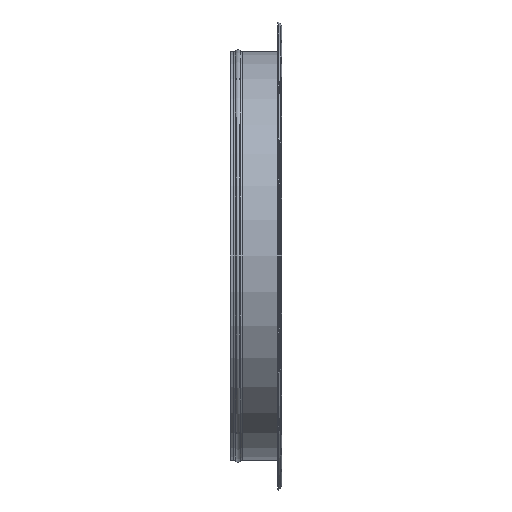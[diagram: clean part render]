
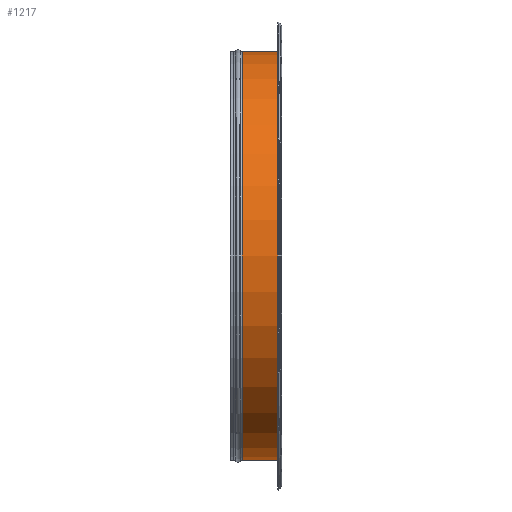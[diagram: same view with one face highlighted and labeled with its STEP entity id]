
A CAD part, front view. The second image highlights one B-rep face of the part: STEP entity #1217.
In plain terms, the highlighted cylindrical face has radius 319 mm (diameter 638 mm), a partial arc.
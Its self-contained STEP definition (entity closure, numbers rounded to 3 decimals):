
#72 = ORIENTED_EDGE ( 'NONE', *, *, #1455, .T. ) ;
#76 = CARTESIAN_POINT ( 'NONE',  ( 18.614, 0., -319. ) ) ;
#98 = EDGE_CURVE ( 'NONE', #761, #937, #764, .T. ) ;
#178 = ORIENTED_EDGE ( 'NONE', *, *, #98, .T. ) ;
#195 = CARTESIAN_POINT ( 'NONE',  ( 74., 0., 319. ) ) ;
#233 = DIRECTION ( 'NONE',  ( -1., 0., 0. ) ) ;
#238 = LINE ( 'NONE', #1247, #1236 ) ;
#272 = AXIS2_PLACEMENT_3D ( 'NONE', #837, #233, #538 ) ;
#280 = DIRECTION ( 'NONE',  ( 0., 0., 1. ) ) ;
#352 = LINE ( 'NONE', #1331, #999 ) ;
#367 = ORIENTED_EDGE ( 'NONE', *, *, #493, .F. ) ;
#438 = AXIS2_PLACEMENT_3D ( 'NONE', #1327, #560, #1174 ) ;
#441 = CARTESIAN_POINT ( 'NONE',  ( 74., 0., 0. ) ) ;
#480 = CARTESIAN_POINT ( 'NONE',  ( 74., 0., -319. ) ) ;
#493 = EDGE_CURVE ( 'NONE', #1915, #555, #1385, .T. ) ;
#496 = DIRECTION ( 'NONE',  ( -1., 0., 0. ) ) ;
#538 = DIRECTION ( 'NONE',  ( 0., 0., 1. ) ) ;
#547 = DIRECTION ( 'NONE',  ( -1., 0., 0. ) ) ;
#555 = VERTEX_POINT ( 'NONE', #1738 ) ;
#560 = DIRECTION ( 'NONE',  ( -1., 0., 0. ) ) ;
#674 = FACE_OUTER_BOUND ( 'NONE', #1342, .T. ) ;
#721 = ORIENTED_EDGE ( 'NONE', *, *, #1659, .F. ) ;
#761 = VERTEX_POINT ( 'NONE', #480 ) ;
#764 = CIRCLE ( 'NONE', #1170, 319. ) ;
#837 = CARTESIAN_POINT ( 'NONE',  ( 18.614, 0., 0. ) ) ;
#937 = VERTEX_POINT ( 'NONE', #195 ) ;
#999 = VECTOR ( 'NONE', #547, 1000. ) ;
#1170 = AXIS2_PLACEMENT_3D ( 'NONE', #441, #1920, #280 ) ;
#1174 = DIRECTION ( 'NONE',  ( 0., 0., 1. ) ) ;
#1217 = ADVANCED_FACE ( 'NONE', ( #674 ), #1617, .T. ) ;
#1236 = VECTOR ( 'NONE', #496, 1000. ) ;
#1247 = CARTESIAN_POINT ( 'NONE',  ( 0., 0., 319. ) ) ;
#1327 = CARTESIAN_POINT ( 'NONE',  ( 0., 0., 0. ) ) ;
#1331 = CARTESIAN_POINT ( 'NONE',  ( 0., 0., -319. ) ) ;
#1342 = EDGE_LOOP ( 'NONE', ( #721, #178, #72, #367 ) ) ;
#1385 = CIRCLE ( 'NONE', #272, 319. ) ;
#1455 = EDGE_CURVE ( 'NONE', #937, #555, #238, .T. ) ;
#1617 = CYLINDRICAL_SURFACE ( 'NONE', #438, 319. ) ;
#1659 = EDGE_CURVE ( 'NONE', #761, #1915, #352, .T. ) ;
#1738 = CARTESIAN_POINT ( 'NONE',  ( 18.614, 0., 319. ) ) ;
#1915 = VERTEX_POINT ( 'NONE', #76 ) ;
#1920 = DIRECTION ( 'NONE',  ( -1., 0., 0. ) ) ;
